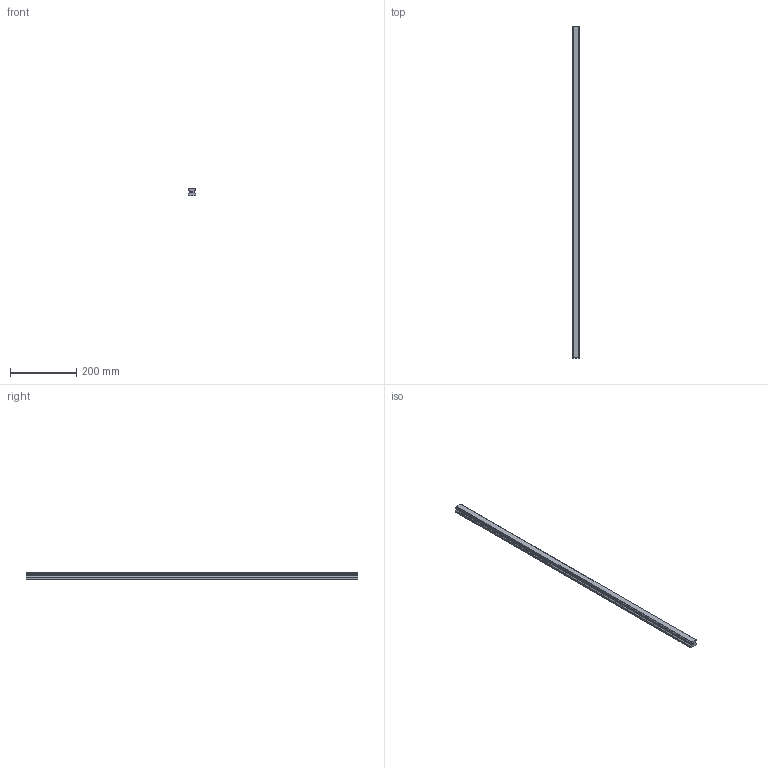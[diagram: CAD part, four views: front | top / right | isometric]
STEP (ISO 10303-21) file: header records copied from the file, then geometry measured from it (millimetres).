
FILE_DESCRIPTION(/* description */ ('Alibre Inc.'),/* implementation_level */ '2;1');
FILE_NAME(/* name */ 'export-71ED405A-EF45-4B4E-97C7-5F9B49B84226',/* time_stamp */ '2020-08-15T13:56:30+02:00',/* author */ (''),/* organization */ (''),/* preprocessor_version */ 'ST-DEVELOPER v17',/* originating_system */ 'Alibre',/* authorisation */ '');
FILE_SCHEMA (('AUTOMOTIVE_DESIGN'));
Length unit declared in the file: millimetre
Bounding box: 23 x 1000 x 22 mm (x, y, z)
Volume: 432269.3 mm3; surface area: 95576.8 mm2
Topology: 1 solids, 1 shells, 196 faces, 621 edges, 414 vertices
Faces by surface type: plane 140, cylinder 39, cone 17
Full cylindrical faces by diameter (mm): 5 x17
Entity records: 6963 total; most frequent: CARTESIAN_POINT 1214, ORIENTED_EDGE 1208, DIRECTION 1087, EDGE_CURVE 604, AXIS2_PLACEMENT_3D 427, VERTEX_POINT 414, VECTOR 373, LINE 373
